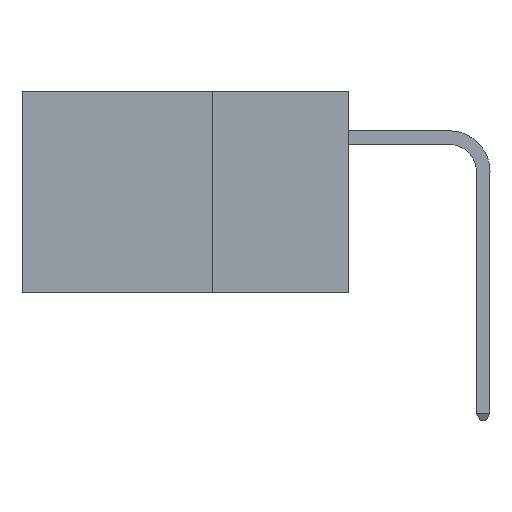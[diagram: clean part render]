
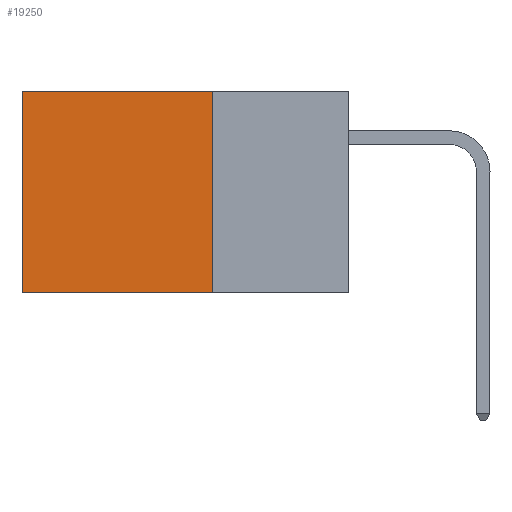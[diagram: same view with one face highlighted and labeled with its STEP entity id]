
A CAD part, left-side view. The second image highlights one B-rep face of the part: STEP entity #19250.
In plain terms, the highlighted planar face has unit normal (-1, 0, 0).
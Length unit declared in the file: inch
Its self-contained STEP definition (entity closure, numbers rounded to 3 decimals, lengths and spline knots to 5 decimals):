
#122 = ORIENTED_EDGE ( 'NONE', *, *, #10842, .T. ) ;
#2745 = DIRECTION ( 'NONE',  ( 1., 0., 0. ) ) ;
#3788 = CARTESIAN_POINT ( 'NONE',  ( 0.2875, 0.25, 0. ) ) ;
#4186 = EDGE_CURVE ( 'NONE', #34839, #11578, #15486, .T. ) ;
#6317 = VERTEX_POINT ( 'NONE', #14275 ) ;
#7754 = EDGE_LOOP ( 'NONE', ( #122, #12332, #30804, #29201 ) ) ;
#7957 = VECTOR ( 'NONE', #30152, 39.37008 ) ;
#10842 = EDGE_CURVE ( 'NONE', #11578, #6317, #34883, .T. ) ;
#11383 = LINE ( 'NONE', #16305, #25535 ) ;
#11578 = VERTEX_POINT ( 'NONE', #30759 ) ;
#12332 = ORIENTED_EDGE ( 'NONE', *, *, #21355, .F. ) ;
#12410 = VECTOR ( 'NONE', #27501, 39.37008 ) ;
#14275 = CARTESIAN_POINT ( 'NONE',  ( 0.2875, 0.6, -0.37 ) ) ;
#15486 = LINE ( 'NONE', #27342, #7957 ) ;
#15632 = VECTOR ( 'NONE', #26403, 39.37008 ) ;
#16305 = CARTESIAN_POINT ( 'NONE',  ( 0.2875, 0.25, -0.37 ) ) ;
#16519 = LINE ( 'NONE', #3788, #15632 ) ;
#16847 = PLANE ( 'NONE',  #25415 ) ;
#18503 = CARTESIAN_POINT ( 'NONE',  ( 0.2875, 0.25, -0.37 ) ) ;
#18992 = CARTESIAN_POINT ( 'NONE',  ( 0.2875, 0.6, 0. ) ) ;
#19250 = ADVANCED_FACE ( 'NONE', ( #23948 ), #16847, .F. ) ;
#21355 = EDGE_CURVE ( 'NONE', #31913, #6317, #11383, .T. ) ;
#22552 = DIRECTION ( 'NONE',  ( 0., 0., -1. ) ) ;
#23948 = FACE_OUTER_BOUND ( 'NONE', #7754, .T. ) ;
#25415 = AXIS2_PLACEMENT_3D ( 'NONE', #36521, #2745, #22552 ) ;
#25535 = VECTOR ( 'NONE', #30375, 39.37008 ) ;
#26403 = DIRECTION ( 'NONE',  ( 0., 0., -1. ) ) ;
#27342 = CARTESIAN_POINT ( 'NONE',  ( 0.2875, 0.25, 0. ) ) ;
#27501 = DIRECTION ( 'NONE',  ( 0., 0., -1. ) ) ;
#29119 = CARTESIAN_POINT ( 'NONE',  ( 0.2875, 0.25, 0. ) ) ;
#29201 = ORIENTED_EDGE ( 'NONE', *, *, #4186, .T. ) ;
#30152 = DIRECTION ( 'NONE',  ( 0., 1., 0. ) ) ;
#30375 = DIRECTION ( 'NONE',  ( 0., 1., 0. ) ) ;
#30759 = CARTESIAN_POINT ( 'NONE',  ( 0.2875, 0.6, 0. ) ) ;
#30804 = ORIENTED_EDGE ( 'NONE', *, *, #31791, .F. ) ;
#31791 = EDGE_CURVE ( 'NONE', #34839, #31913, #16519, .T. ) ;
#31913 = VERTEX_POINT ( 'NONE', #18503 ) ;
#34839 = VERTEX_POINT ( 'NONE', #29119 ) ;
#34883 = LINE ( 'NONE', #18992, #12410 ) ;
#36521 = CARTESIAN_POINT ( 'NONE',  ( 0.2875, 0.25, 0. ) ) ;
